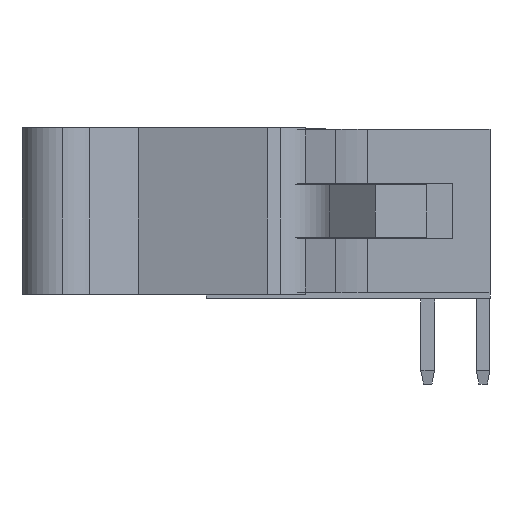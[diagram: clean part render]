
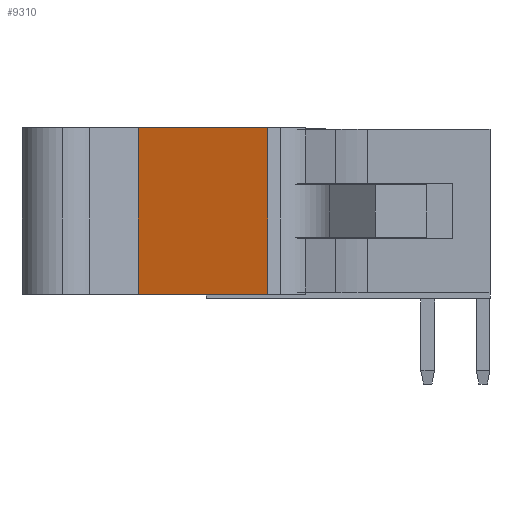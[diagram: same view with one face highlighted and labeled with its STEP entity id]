
A CAD part, left-side view. The second image highlights one B-rep face of the part: STEP entity #9310.
In plain terms, the highlighted planar face has unit normal (-0.959, 0.285, 0).
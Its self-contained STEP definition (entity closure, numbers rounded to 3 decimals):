
#850 = CARTESIAN_POINT ( 'NONE',  ( -16.892, 12.706, 3. ) ) ;
#1449 = CARTESIAN_POINT ( 'NONE',  ( -18.285, 8.02, 3. ) ) ;
#2690 = CARTESIAN_POINT ( 'NONE',  ( -18.285, 8.02, -3. ) ) ;
#3722 = CARTESIAN_POINT ( 'NONE',  ( -18.285, 8.02, 3. ) ) ;
#4014 = AXIS2_PLACEMENT_3D ( 'NONE', #1449, #22695, #13832 ) ;
#4075 = LINE ( 'NONE', #16788, #11889 ) ;
#4753 = VERTEX_POINT ( 'NONE', #10301 ) ;
#5272 = EDGE_CURVE ( 'NONE', #4753, #20179, #9450, .T. ) ;
#5472 = DIRECTION ( 'NONE',  ( 0., 0., -1. ) ) ;
#6291 = ORIENTED_EDGE ( 'NONE', *, *, #20443, .T. ) ;
#6832 = VECTOR ( 'NONE', #21817, 1000. ) ;
#8190 = CARTESIAN_POINT ( 'NONE',  ( -16.892, 12.706, -3. ) ) ;
#8804 = FACE_OUTER_BOUND ( 'NONE', #10293, .T. ) ;
#9217 = DIRECTION ( 'NONE',  ( 0., 0., -1. ) ) ;
#9310 = ADVANCED_FACE ( 'NONE', ( #8804 ), #17447, .T. ) ;
#9450 = LINE ( 'NONE', #3722, #19629 ) ;
#9854 = ORIENTED_EDGE ( 'NONE', *, *, #10231, .F. ) ;
#9885 = ORIENTED_EDGE ( 'NONE', *, *, #5272, .F. ) ;
#10182 = VECTOR ( 'NONE', #9217, 1000. ) ;
#10231 = EDGE_CURVE ( 'NONE', #20179, #15040, #4075, .T. ) ;
#10293 = EDGE_LOOP ( 'NONE', ( #9854, #9885, #17243, #6291 ) ) ;
#10301 = CARTESIAN_POINT ( 'NONE',  ( -18.285, 8.02, 3. ) ) ;
#10739 = CARTESIAN_POINT ( 'NONE',  ( -16.892, 12.706, 3. ) ) ;
#10972 = LINE ( 'NONE', #10739, #10182 ) ;
#11889 = VECTOR ( 'NONE', #20180, 1000. ) ;
#13832 = DIRECTION ( 'NONE',  ( -0.285, -0.959, 0. ) ) ;
#14020 = VERTEX_POINT ( 'NONE', #850 ) ;
#15040 = VERTEX_POINT ( 'NONE', #8190 ) ;
#16788 = CARTESIAN_POINT ( 'NONE',  ( -18.285, 8.02, -3. ) ) ;
#17243 = ORIENTED_EDGE ( 'NONE', *, *, #20494, .T. ) ;
#17447 = PLANE ( 'NONE',  #4014 ) ;
#18203 = LINE ( 'NONE', #21709, #6832 ) ;
#19629 = VECTOR ( 'NONE', #5472, 1000. ) ;
#20179 = VERTEX_POINT ( 'NONE', #2690 ) ;
#20180 = DIRECTION ( 'NONE',  ( 0.285, 0.959, 0. ) ) ;
#20443 = EDGE_CURVE ( 'NONE', #14020, #15040, #10972, .T. ) ;
#20494 = EDGE_CURVE ( 'NONE', #4753, #14020, #18203, .T. ) ;
#21709 = CARTESIAN_POINT ( 'NONE',  ( -18.285, 8.02, 3. ) ) ;
#21817 = DIRECTION ( 'NONE',  ( 0.285, 0.959, 0. ) ) ;
#22695 = DIRECTION ( 'NONE',  ( -0.959, 0.285, 0. ) ) ;
